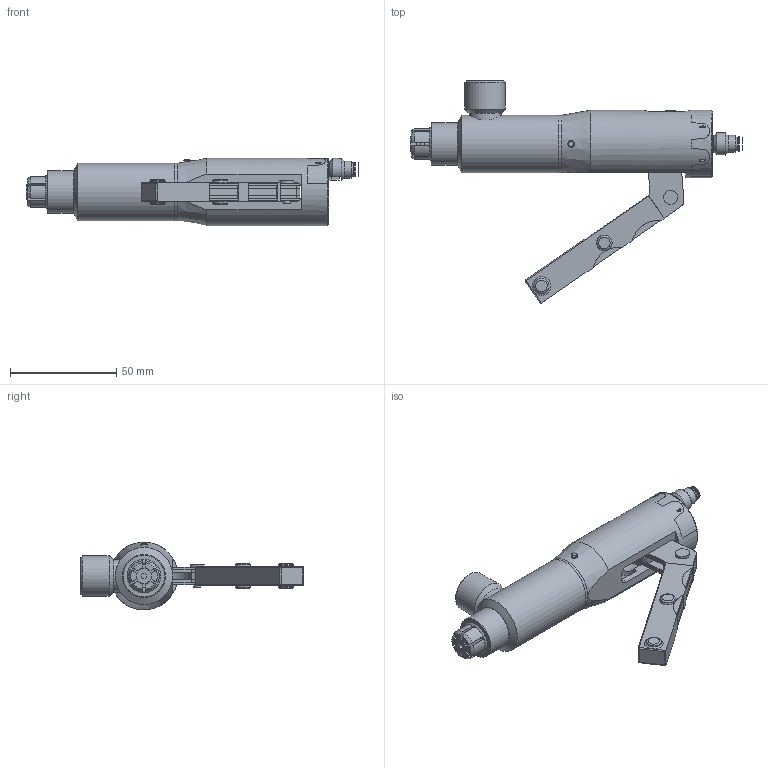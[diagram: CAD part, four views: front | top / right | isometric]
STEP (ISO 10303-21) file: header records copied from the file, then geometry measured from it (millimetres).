
FILE_DESCRIPTION(/* description */ (''),/* implementation_level */ '2;1');
FILE_NAME(/* name */ 'FNL064041CV04SSR.stp',/* time_stamp */ '2020-06-11T14:22:19-05:00',/* author */ ('scott.gulden'),/* organization */ ('FasTest,Inc.'),/* preprocessor_version */ 'ST-DEVELOPER v17.2',/* originating_system */ 'Autodesk Inventor 2019',/* authorisation */ '');
FILE_SCHEMA (('AUTOMOTIVE_DESIGN { 1 0 10303 214 3 1 1 }'));
Length unit declared in the file: inch
Products named in the file (1): FNL064041CV04SSR_CAD
Bounding box: 156.08 x 104.62 x 31.74 mm (x, y, z)
Volume: 84751.6 mm3; surface area: 25923.7 mm2
Topology: 1 solids, 1 shells, 326 faces, 881 edges, 576 vertices
Faces by surface type: plane 176, cylinder 98, cone 42, torus 8, bspline 2
Full cylindrical faces by diameter (mm): 1 x6, 3.175 x4, 4.762 x2, 5.283 x1, 6.401 x2, 6.5 x1, 6.604 x1, 6.9 x1, 7.315 x1, 7.938 x1, 7.97 x1, 10.42 x1, 11.125 x1, 15.189 x1, 19.05 x1, 20.066 x1, 22.86 x2, 26.924 x2, 31.75 x1
Entity records: 11176 total; most frequent: CARTESIAN_POINT 2443, ORIENTED_EDGE 1758, DIRECTION 1729, EDGE_CURVE 879, AXIS2_PLACEMENT_3D 636, VERTEX_POINT 576, LINE 457, VECTOR 457
